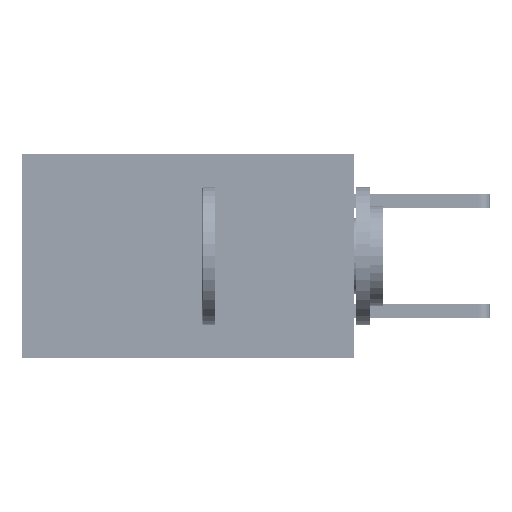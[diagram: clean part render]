
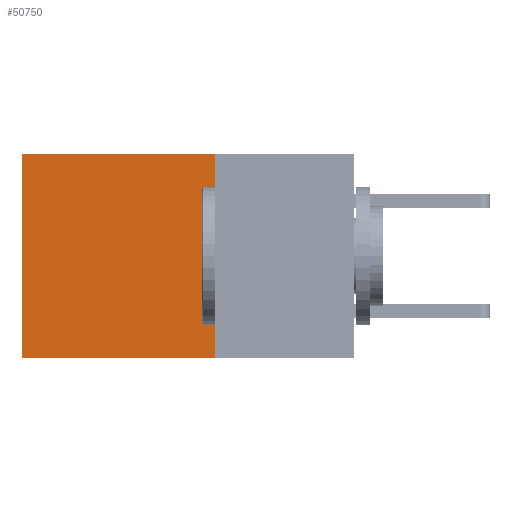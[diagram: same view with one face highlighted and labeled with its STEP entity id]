
A CAD part, left-side view. The second image highlights one B-rep face of the part: STEP entity #50750.
In plain terms, the highlighted planar face has unit normal (-1, 0, 0).
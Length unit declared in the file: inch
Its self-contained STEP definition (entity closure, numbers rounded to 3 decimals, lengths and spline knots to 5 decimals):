
#141 = ORIENTED_EDGE ( 'NONE', *, *, #31191, .F. ) ;
#3251 = VECTOR ( 'NONE', #10171, 39.37008 ) ;
#4706 = EDGE_CURVE ( 'NONE', #10141, #29830, #40735, .T. ) ;
#5996 = DIRECTION ( 'NONE',  ( 0., 0., -1. ) ) ;
#7093 = LINE ( 'NONE', #30637, #3251 ) ;
#8435 = ORIENTED_EDGE ( 'NONE', *, *, #44189, .T. ) ;
#9943 = FACE_OUTER_BOUND ( 'NONE', #28370, .T. ) ;
#10141 = VERTEX_POINT ( 'NONE', #32046 ) ;
#10171 = DIRECTION ( 'NONE',  ( 0., 1., 0. ) ) ;
#11603 = AXIS2_PLACEMENT_3D ( 'NONE', #46705, #42918, #5996 ) ;
#17221 = CARTESIAN_POINT ( 'NONE',  ( 0.2875, 0.25, -0.37 ) ) ;
#17989 = PLANE ( 'NONE',  #11603 ) ;
#18576 = CARTESIAN_POINT ( 'NONE',  ( 0.2875, 0.6, -0.37 ) ) ;
#23215 = DIRECTION ( 'NONE',  ( 0., 0., -1. ) ) ;
#23248 = CARTESIAN_POINT ( 'NONE',  ( 0.2875, 0.25, 0. ) ) ;
#25365 = LINE ( 'NONE', #32093, #47817 ) ;
#25966 = ORIENTED_EDGE ( 'NONE', *, *, #46301, .F. ) ;
#28370 = EDGE_LOOP ( 'NONE', ( #40737, #25966, #141, #8435 ) ) ;
#29830 = VERTEX_POINT ( 'NONE', #18576 ) ;
#30637 = CARTESIAN_POINT ( 'NONE',  ( 0.2875, 0.25, -0.37 ) ) ;
#31191 = EDGE_CURVE ( 'NONE', #44808, #42598, #47121, .T. ) ;
#31474 = DIRECTION ( 'NONE',  ( 0., 0., -1. ) ) ;
#32046 = CARTESIAN_POINT ( 'NONE',  ( 0.2875, 0.6, 0. ) ) ;
#32093 = CARTESIAN_POINT ( 'NONE',  ( 0.2875, 0.25, 0. ) ) ;
#33035 = VECTOR ( 'NONE', #23215, 39.37008 ) ;
#34929 = VECTOR ( 'NONE', #31474, 39.37008 ) ;
#40735 = LINE ( 'NONE', #52391, #33035 ) ;
#40737 = ORIENTED_EDGE ( 'NONE', *, *, #4706, .T. ) ;
#42598 = VERTEX_POINT ( 'NONE', #17221 ) ;
#42918 = DIRECTION ( 'NONE',  ( 1., 0., 0. ) ) ;
#44189 = EDGE_CURVE ( 'NONE', #44808, #10141, #25365, .T. ) ;
#44346 = CARTESIAN_POINT ( 'NONE',  ( 0.2875, 0.25, 0. ) ) ;
#44808 = VERTEX_POINT ( 'NONE', #23248 ) ;
#46301 = EDGE_CURVE ( 'NONE', #42598, #29830, #7093, .T. ) ;
#46705 = CARTESIAN_POINT ( 'NONE',  ( 0.2875, 0.25, 0. ) ) ;
#47121 = LINE ( 'NONE', #44346, #34929 ) ;
#47817 = VECTOR ( 'NONE', #52657, 39.37008 ) ;
#50750 = ADVANCED_FACE ( 'NONE', ( #9943 ), #17989, .F. ) ;
#52391 = CARTESIAN_POINT ( 'NONE',  ( 0.2875, 0.6, 0. ) ) ;
#52657 = DIRECTION ( 'NONE',  ( 0., 1., 0. ) ) ;
